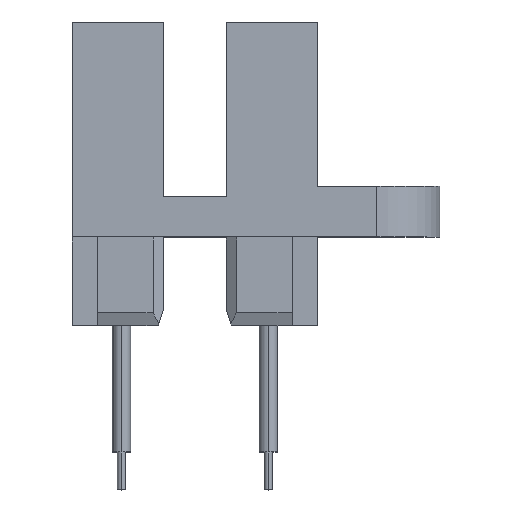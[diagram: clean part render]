
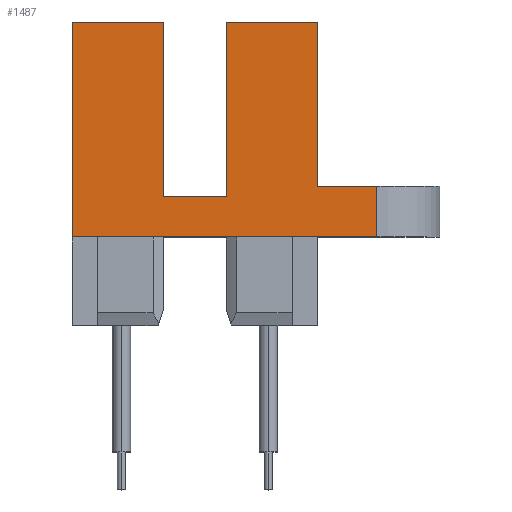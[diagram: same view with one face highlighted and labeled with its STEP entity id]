
A CAD part, top view. The second image highlights one B-rep face of the part: STEP entity #1487.
In plain terms, the highlighted planar face has unit normal (0, 0, 1).
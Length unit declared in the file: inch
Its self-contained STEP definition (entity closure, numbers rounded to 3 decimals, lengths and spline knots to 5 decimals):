
#6 = EDGE_CURVE ( 'NONE', #331, #1786, #578, .T. ) ;
#30 = VECTOR ( 'NONE', #3626, 39.37008 ) ;
#74 = CARTESIAN_POINT ( 'NONE',  ( 0.3595, 0.1, 0.125 ) ) ;
#128 = VECTOR ( 'NONE', #2457, 39.37008 ) ;
#199 = CARTESIAN_POINT ( 'NONE',  ( 0.0625, 0.425, 0.125 ) ) ;
#210 = LINE ( 'NONE', #1296, #30 ) ;
#282 = VERTEX_POINT ( 'NONE', #565 ) ;
#329 = LINE ( 'NONE', #2483, #3331 ) ;
#331 = VERTEX_POINT ( 'NONE', #1460 ) ;
#436 = ORIENTED_EDGE ( 'NONE', *, *, #1419, .F. ) ;
#443 = CARTESIAN_POINT ( 'NONE',  ( 0.2425, 0.425, 0.125 ) ) ;
#463 = DIRECTION ( 'NONE',  ( 0., -1., 0. ) ) ;
#467 = LINE ( 'NONE', #3670, #1938 ) ;
#509 = DIRECTION ( 'NONE',  ( -1., 0., 0. ) ) ;
#561 = CARTESIAN_POINT ( 'NONE',  ( 0.3595, 0., 0.125 ) ) ;
#565 = CARTESIAN_POINT ( 'NONE',  ( 0.0625, 0.08, 0.125 ) ) ;
#578 = LINE ( 'NONE', #3236, #3593 ) ;
#583 = EDGE_CURVE ( 'NONE', #331, #822, #1752, .T. ) ;
#591 = LINE ( 'NONE', #1818, #2173 ) ;
#689 = EDGE_CURVE ( 'NONE', #708, #3509, #1053, .T. ) ;
#708 = VERTEX_POINT ( 'NONE', #1699 ) ;
#719 = DIRECTION ( 'NONE',  ( 0., 1., 0. ) ) ;
#753 = EDGE_LOOP ( 'NONE', ( #2517, #436, #3317, #1058, #1450, #2697, #1960, #1600, #1695, #3640 ) ) ;
#782 = VERTEX_POINT ( 'NONE', #1454 ) ;
#816 = CARTESIAN_POINT ( 'NONE',  ( -0.2425, 0.425, 0.125 ) ) ;
#822 = VERTEX_POINT ( 'NONE', #3196 ) ;
#869 = LINE ( 'NONE', #996, #128 ) ;
#996 = CARTESIAN_POINT ( 'NONE',  ( 0.0625, 0.425, 0.125 ) ) ;
#1002 = CARTESIAN_POINT ( 'NONE',  ( -0.2425, 0.425, 0.125 ) ) ;
#1053 = LINE ( 'NONE', #816, #2529 ) ;
#1058 = ORIENTED_EDGE ( 'NONE', *, *, #583, .T. ) ;
#1208 = EDGE_CURVE ( 'NONE', #3265, #282, #591, .T. ) ;
#1220 = DIRECTION ( 'NONE',  ( 1., 0., 0. ) ) ;
#1296 = CARTESIAN_POINT ( 'NONE',  ( -0.0625, 0.425, 0.125 ) ) ;
#1340 = VECTOR ( 'NONE', #1409, 39.37008 ) ;
#1409 = DIRECTION ( 'NONE',  ( 0., -1., 0. ) ) ;
#1419 = EDGE_CURVE ( 'NONE', #1786, #1646, #467, .T. ) ;
#1450 = ORIENTED_EDGE ( 'NONE', *, *, #3186, .T. ) ;
#1454 = CARTESIAN_POINT ( 'NONE',  ( -0.2425, 0., 0.125 ) ) ;
#1460 = CARTESIAN_POINT ( 'NONE',  ( 0.2425, 0.1, 0.125 ) ) ;
#1487 = ADVANCED_FACE ( 'NONE', ( #1844 ), #3107, .F. ) ;
#1506 = DIRECTION ( 'NONE',  ( 0., -1., 0. ) ) ;
#1600 = ORIENTED_EDGE ( 'NONE', *, *, #3192, .T. ) ;
#1611 = CARTESIAN_POINT ( 'NONE',  ( 0.2425, 0., 0.125 ) ) ;
#1646 = VERTEX_POINT ( 'NONE', #561 ) ;
#1669 = DIRECTION ( 'NONE',  ( -1., 0., 0. ) ) ;
#1695 = ORIENTED_EDGE ( 'NONE', *, *, #689, .T. ) ;
#1699 = CARTESIAN_POINT ( 'NONE',  ( -0.0625, 0.425, 0.125 ) ) ;
#1752 = LINE ( 'NONE', #443, #2263 ) ;
#1786 = VERTEX_POINT ( 'NONE', #74 ) ;
#1818 = CARTESIAN_POINT ( 'NONE',  ( 0.0625, 0.08, 0.125 ) ) ;
#1844 = FACE_OUTER_BOUND ( 'NONE', #753, .T. ) ;
#1938 = VECTOR ( 'NONE', #463, 39.37008 ) ;
#1960 = ORIENTED_EDGE ( 'NONE', *, *, #2316, .T. ) ;
#2173 = VECTOR ( 'NONE', #1506, 39.37008 ) ;
#2258 = LINE ( 'NONE', #1611, #3417 ) ;
#2263 = VECTOR ( 'NONE', #719, 39.37008 ) ;
#2316 = EDGE_CURVE ( 'NONE', #282, #2441, #329, .T. ) ;
#2318 = CARTESIAN_POINT ( 'NONE',  ( -0.0625, 0.08, 0.125 ) ) ;
#2410 = EDGE_CURVE ( 'NONE', #3509, #782, #3656, .T. ) ;
#2441 = VERTEX_POINT ( 'NONE', #2318 ) ;
#2457 = DIRECTION ( 'NONE',  ( -1., 0., 0. ) ) ;
#2483 = CARTESIAN_POINT ( 'NONE',  ( -0.0625, 0.08, 0.125 ) ) ;
#2517 = ORIENTED_EDGE ( 'NONE', *, *, #3518, .T. ) ;
#2529 = VECTOR ( 'NONE', #509, 39.37008 ) ;
#2539 = CARTESIAN_POINT ( 'NONE',  ( 0., 0., 0.125 ) ) ;
#2697 = ORIENTED_EDGE ( 'NONE', *, *, #1208, .T. ) ;
#2805 = AXIS2_PLACEMENT_3D ( 'NONE', #2539, #3393, #1669 ) ;
#3029 = DIRECTION ( 'NONE',  ( -1., 0., 0. ) ) ;
#3107 = PLANE ( 'NONE',  #2805 ) ;
#3186 = EDGE_CURVE ( 'NONE', #822, #3265, #869, .T. ) ;
#3192 = EDGE_CURVE ( 'NONE', #2441, #708, #210, .T. ) ;
#3196 = CARTESIAN_POINT ( 'NONE',  ( 0.2425, 0.425, 0.125 ) ) ;
#3236 = CARTESIAN_POINT ( 'NONE',  ( 0.2425, 0.1, 0.125 ) ) ;
#3265 = VERTEX_POINT ( 'NONE', #199 ) ;
#3317 = ORIENTED_EDGE ( 'NONE', *, *, #6, .F. ) ;
#3331 = VECTOR ( 'NONE', #3029, 39.37008 ) ;
#3350 = DIRECTION ( 'NONE',  ( 1., 0., 0. ) ) ;
#3393 = DIRECTION ( 'NONE',  ( 0., 0., -1. ) ) ;
#3417 = VECTOR ( 'NONE', #3350, 39.37008 ) ;
#3437 = CARTESIAN_POINT ( 'NONE',  ( -0.2425, 0., 0.125 ) ) ;
#3509 = VERTEX_POINT ( 'NONE', #1002 ) ;
#3518 = EDGE_CURVE ( 'NONE', #782, #1646, #2258, .T. ) ;
#3593 = VECTOR ( 'NONE', #1220, 39.37008 ) ;
#3626 = DIRECTION ( 'NONE',  ( 0., 1., 0. ) ) ;
#3640 = ORIENTED_EDGE ( 'NONE', *, *, #2410, .T. ) ;
#3656 = LINE ( 'NONE', #3437, #1340 ) ;
#3670 = CARTESIAN_POINT ( 'NONE',  ( 0.3595, 0.1, 0.125 ) ) ;
